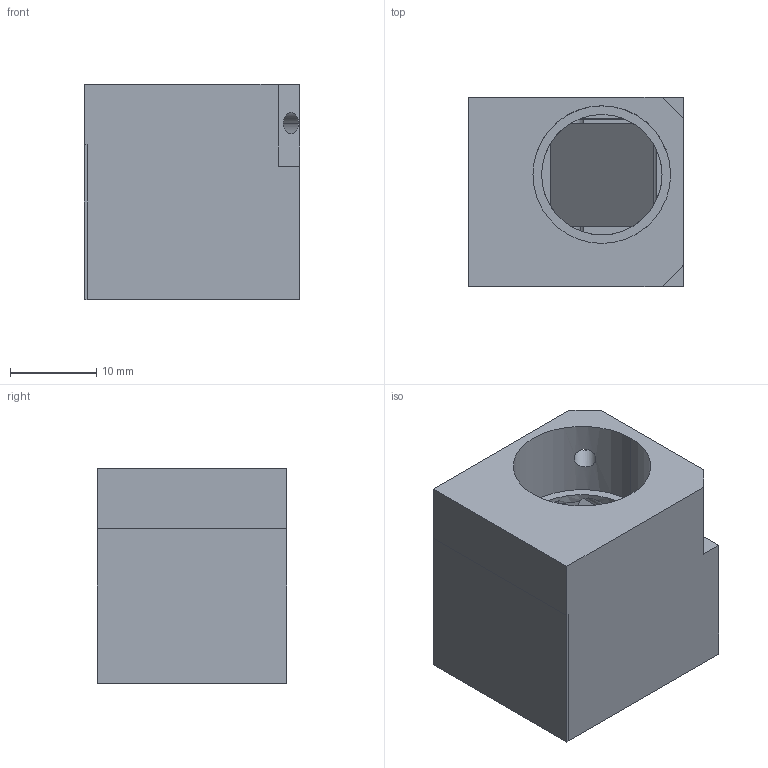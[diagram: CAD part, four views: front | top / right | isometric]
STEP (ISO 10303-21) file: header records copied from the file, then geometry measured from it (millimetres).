
FILE_DESCRIPTION (( 'STEP AP203' ), '1' );
FILE_NAME ('XF-ADZL-16D-1R.STEP', '2017-09-06T02:40:35', ( 'zhanghp' ), ( '' ), 'SwSTEP 2.0', 'SolidWorks 2014', '' );
FILE_SCHEMA (( 'CONFIG_CONTROL_DESIGN' ));
Length unit declared in the file: millimetre
Products named in the file (6): J-MR12-01-斜边反射直角反射棱镜-20151019V5; 噩砃XF-ADZL-16D-1.5R-01-翋极-20150408V5; XF-ADZL-16D-1R-01翋极-20170906V5; XF-ADZL-16D-1LR-03-詩え-20190906V5; XF-ADZL-16D-3LR-02-綠裔赽-20150408V5; XF-ADZL-16D-1R
Assembly tree (6 placements, depth 3):
  XF-ADZL-16D-1R
    XF-ADZL-16D-1R-01翋极-20170906V5
      噩砃XF-ADZL-16D-1.5R-01-翋极-20150408V5
    J-MR12-01-斜边反射直角反射棱镜-20151019V5  x2
    XF-ADZL-16D-3LR-02-綠裔赽-20150408V5
    XF-ADZL-16D-1LR-03-詩え-20190906V5
Bounding box: 25 x 22 x 25 mm (x, y, z)
Volume: 8848.9 mm3; surface area: 7291 mm2
Topology: 5 solids, 5 shells, 85 faces, 215 edges, 137 vertices
Faces by surface type: plane 52, cylinder 27, cone 6
Entity records: 3170 total; most frequent: CARTESIAN_POINT 537, DIRECTION 424, ORIENTED_EDGE 400, EDGE_CURVE 200, AXIS2_PLACEMENT_3D 144, LINE 136, VECTOR 136, VERTEX_POINT 131
